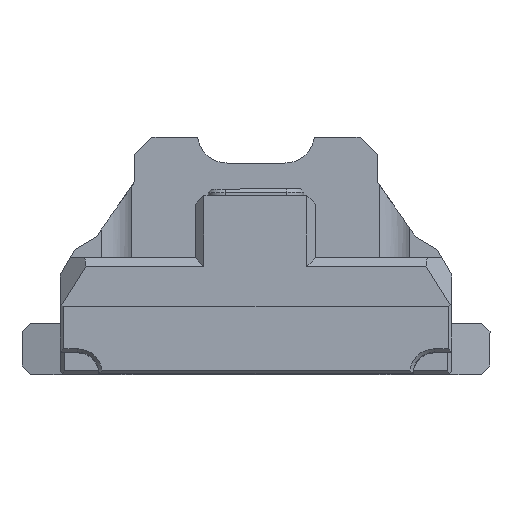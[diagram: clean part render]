
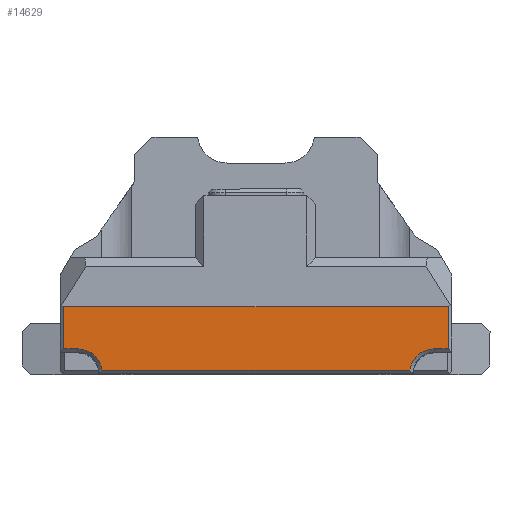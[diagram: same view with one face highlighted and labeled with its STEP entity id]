
A CAD part, top view. The second image highlights one B-rep face of the part: STEP entity #14629.
In plain terms, the highlighted face is planar.
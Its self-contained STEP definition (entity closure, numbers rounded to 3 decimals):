
#232=CIRCLE('',#15189,2.9);
#233=CIRCLE('',#15192,2.9);
#865=FACE_OUTER_BOUND('',#1689,.T.);
#1689=EDGE_LOOP('',(#11280,#11281,#11282,#11283,#11284,#11285,#11286,#11287));
#2278=LINE('',#20506,#4120);
#2288=LINE('',#20535,#4130);
#2291=LINE('',#20551,#4133);
#2295=LINE('',#20567,#4137);
#2297=LINE('',#20570,#4139);
#2299=LINE('',#20573,#4141);
#4120=VECTOR('',#16475,10.);
#4130=VECTOR('',#16505,10.);
#4133=VECTOR('',#16516,10.);
#4137=VECTOR('',#16528,10.);
#4139=VECTOR('',#16532,10.);
#4141=VECTOR('',#16536,10.);
#5948=VERTEX_POINT('',#20484);
#5951=VERTEX_POINT('',#20492);
#5964=VERTEX_POINT('',#20534);
#5967=VERTEX_POINT('',#20541);
#5968=VERTEX_POINT('',#20543);
#5969=VERTEX_POINT('',#20550);
#5971=VERTEX_POINT('',#20559);
#5973=VERTEX_POINT('',#20566);
#7360=EDGE_CURVE('',#5948,#5951,#2278,.T.);
#7374=EDGE_CURVE('',#5948,#5964,#2288,.T.);
#7378=EDGE_CURVE('',#5967,#5968,#232,.T.);
#7380=EDGE_CURVE('',#5968,#5969,#2291,.T.);
#7383=EDGE_CURVE('',#5969,#5971,#233,.T.);
#7387=EDGE_CURVE('',#5971,#5973,#2295,.T.);
#7389=EDGE_CURVE('',#5964,#5967,#2297,.T.);
#7391=EDGE_CURVE('',#5973,#5951,#2299,.T.);
#11280=ORIENTED_EDGE('',*,*,#7374,.F.);
#11281=ORIENTED_EDGE('',*,*,#7360,.T.);
#11282=ORIENTED_EDGE('',*,*,#7391,.F.);
#11283=ORIENTED_EDGE('',*,*,#7387,.F.);
#11284=ORIENTED_EDGE('',*,*,#7383,.F.);
#11285=ORIENTED_EDGE('',*,*,#7380,.F.);
#11286=ORIENTED_EDGE('',*,*,#7378,.F.);
#11287=ORIENTED_EDGE('',*,*,#7389,.F.);
#13899=PLANE('',#15584);
#14629=ADVANCED_FACE('',(#865),#13899,.T.);
#15189=AXIS2_PLACEMENT_3D('',#20544,#16512,#16513);
#15192=AXIS2_PLACEMENT_3D('',#20560,#16520,#16521);
#15584=AXIS2_PLACEMENT_3D('',#22247,#18051,#18052);
#16475=DIRECTION('',(-1.,0.,0.));
#16505=DIRECTION('',(0.,0.,-1.));
#16512=DIRECTION('center_axis',(0.,-1.,0.));
#16513=DIRECTION('ref_axis',(-1.,0.,0.));
#16516=DIRECTION('',(-1.,0.,0.));
#16520=DIRECTION('center_axis',(0.,-1.,0.));
#16521=DIRECTION('ref_axis',(1.,0.,0.));
#16528=DIRECTION('',(-1.,0.,0.));
#16532=DIRECTION('',(-1.,0.,0.));
#16536=DIRECTION('',(0.,0.,1.));
#18051=DIRECTION('center_axis',(0.,-1.,0.));
#18052=DIRECTION('ref_axis',(1.,0.,0.));
#20484=CARTESIAN_POINT('',(22.263,-64.758,17.944));
#20492=CARTESIAN_POINT('',(-22.592,-64.758,17.944));
#20506=CARTESIAN_POINT('',(2.9,-64.758,17.944));
#20534=CARTESIAN_POINT('',(22.263,-64.758,13.044));
#20535=CARTESIAN_POINT('',(22.263,-64.758,10.142));
#20541=CARTESIAN_POINT('',(20.663,-64.758,13.044));
#20543=CARTESIAN_POINT('',(17.791,-64.758,10.544));
#20544=CARTESIAN_POINT('Origin',(20.663,-64.758,10.144));
#20550=CARTESIAN_POINT('',(-18.12,-64.758,10.544));
#20551=CARTESIAN_POINT('',(2.526,-64.758,10.544));
#20559=CARTESIAN_POINT('',(-20.992,-64.758,13.044));
#20560=CARTESIAN_POINT('Origin',(-20.992,-64.758,10.144));
#20566=CARTESIAN_POINT('',(-22.592,-64.758,13.044));
#20567=CARTESIAN_POINT('',(5.236,-64.758,13.044));
#20570=CARTESIAN_POINT('',(0.564,-64.758,13.044));
#20573=CARTESIAN_POINT('',(-22.592,-64.758,10.142));
#22247=CARTESIAN_POINT('Origin',(5.965,-64.758,10.139));
